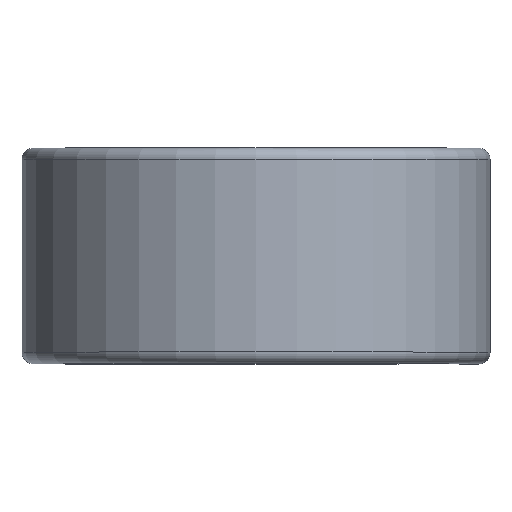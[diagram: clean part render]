
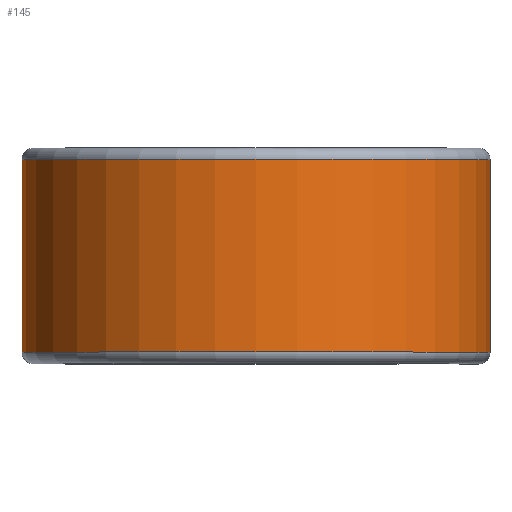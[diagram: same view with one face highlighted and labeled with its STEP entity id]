
A CAD part, top view. The second image highlights one B-rep face of the part: STEP entity #145.
In plain terms, the highlighted cylindrical face has radius 15.507 mm (diameter 31.013 mm), a partial arc.
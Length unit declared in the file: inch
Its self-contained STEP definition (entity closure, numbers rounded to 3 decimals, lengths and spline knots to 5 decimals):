
#18 = DIRECTION ( 'NONE',  ( 0., 1., 0. ) ) ;
#145 = ADVANCED_FACE ( 'NONE', ( #383 ), #172, .T. ) ;
#159 = CARTESIAN_POINT ( 'NONE',  ( 0.6105, -0.25125, 0. ) ) ;
#172 = CYLINDRICAL_SURFACE ( 'NONE', #226, 0.6105 ) ;
#198 = DIRECTION ( 'NONE',  ( 0., 1., 0. ) ) ;
#226 = AXIS2_PLACEMENT_3D ( 'NONE', #1979, #982, #2099 ) ;
#269 = CARTESIAN_POINT ( 'NONE',  ( 0.6105, 0.25125, 0. ) ) ;
#345 = VERTEX_POINT ( 'NONE', #2304 ) ;
#372 = CARTESIAN_POINT ( 'NONE',  ( 0.6105, 0.25125, 0. ) ) ;
#383 = FACE_OUTER_BOUND ( 'NONE', #1828, .T. ) ;
#566 = CARTESIAN_POINT ( 'NONE',  ( 0., -0.25125, 0. ) ) ;
#641 = ORIENTED_EDGE ( 'NONE', *, *, #1667, .T. ) ;
#744 = VERTEX_POINT ( 'NONE', #159 ) ;
#761 = DIRECTION ( 'NONE',  ( 0., 0., -1. ) ) ;
#770 = DIRECTION ( 'NONE',  ( 0., -1., 0. ) ) ;
#811 = ORIENTED_EDGE ( 'NONE', *, *, #1650, .F. ) ;
#837 = VERTEX_POINT ( 'NONE', #269 ) ;
#982 = DIRECTION ( 'NONE',  ( 0., -1., 0. ) ) ;
#1075 = AXIS2_PLACEMENT_3D ( 'NONE', #566, #1953, #761 ) ;
#1164 = CARTESIAN_POINT ( 'NONE',  ( 0., -0.25125, -0.6105 ) ) ;
#1262 = EDGE_CURVE ( 'NONE', #1654, #345, #2421, .T. ) ;
#1287 = VECTOR ( 'NONE', #198, 39.37008 ) ;
#1290 = LINE ( 'NONE', #372, #1287 ) ;
#1294 = CIRCLE ( 'NONE', #1375, 0.6105 ) ;
#1316 = CIRCLE ( 'NONE', #1075, 0.6105 ) ;
#1375 = AXIS2_PLACEMENT_3D ( 'NONE', #1961, #770, #2124 ) ;
#1403 = VECTOR ( 'NONE', #18, 39.37008 ) ;
#1478 = ORIENTED_EDGE ( 'NONE', *, *, #1670, .T. ) ;
#1650 = EDGE_CURVE ( 'NONE', #744, #1654, #1316, .T. ) ;
#1654 = VERTEX_POINT ( 'NONE', #1164 ) ;
#1667 = EDGE_CURVE ( 'NONE', #744, #837, #1290, .T. ) ;
#1670 = EDGE_CURVE ( 'NONE', #837, #345, #1294, .T. ) ;
#1828 = EDGE_LOOP ( 'NONE', ( #641, #1478, #1866, #811 ) ) ;
#1866 = ORIENTED_EDGE ( 'NONE', *, *, #1262, .F. ) ;
#1953 = DIRECTION ( 'NONE',  ( 0., -1., 0. ) ) ;
#1961 = CARTESIAN_POINT ( 'NONE',  ( 0., 0.25125, 0. ) ) ;
#1979 = CARTESIAN_POINT ( 'NONE',  ( 0., 0.25, 0. ) ) ;
#2099 = DIRECTION ( 'NONE',  ( 0., 0., -1. ) ) ;
#2124 = DIRECTION ( 'NONE',  ( 0., 0., -1. ) ) ;
#2304 = CARTESIAN_POINT ( 'NONE',  ( 0., 0.25125, -0.6105 ) ) ;
#2308 = CARTESIAN_POINT ( 'NONE',  ( 0., 0.25125, -0.6105 ) ) ;
#2421 = LINE ( 'NONE', #2308, #1403 ) ;
